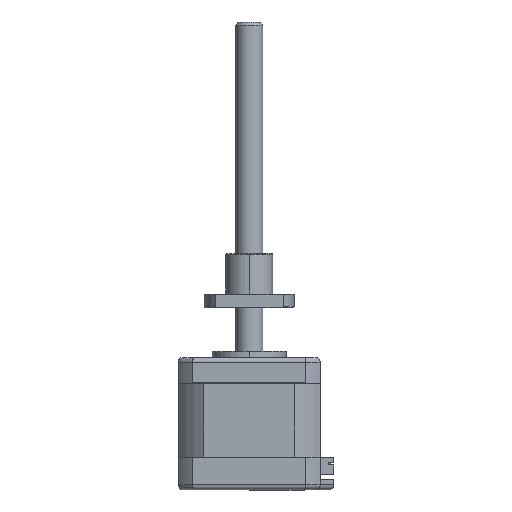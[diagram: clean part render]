
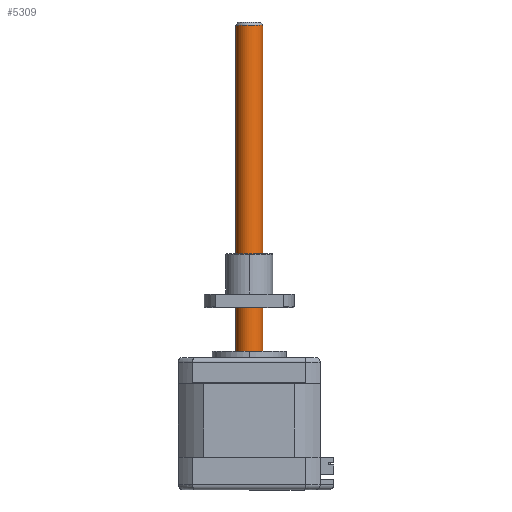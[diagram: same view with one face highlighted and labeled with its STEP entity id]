
A CAD part, top view. The second image highlights one B-rep face of the part: STEP entity #5309.
In plain terms, the highlighted cylindrical face has radius 4 mm (diameter 8 mm), a partial arc.
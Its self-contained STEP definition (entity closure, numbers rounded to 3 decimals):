
#80 = CIRCLE ( 'NONE', #5862, 4. ) ;
#294 = VERTEX_POINT ( 'NONE', #10004 ) ;
#534 = EDGE_CURVE ( 'NONE', #1083, #294, #80, .T. ) ;
#655 = ORIENTED_EDGE ( 'NONE', *, *, #534, .F. ) ;
#772 = LINE ( 'NONE', #7602, #10137 ) ;
#1083 = VERTEX_POINT ( 'NONE', #9154 ) ;
#1241 = EDGE_CURVE ( 'NONE', #1660, #1083, #772, .T. ) ;
#1660 = VERTEX_POINT ( 'NONE', #6487 ) ;
#2767 = ORIENTED_EDGE ( 'NONE', *, *, #3096, .T. ) ;
#3096 = EDGE_CURVE ( 'NONE', #1660, #10171, #8110, .T. ) ;
#3689 = DIRECTION ( 'NONE',  ( 0., -1., 0. ) ) ;
#3731 = DIRECTION ( 'NONE',  ( 0., -1., 0. ) ) ;
#4078 = CARTESIAN_POINT ( 'NONE',  ( -8.709, 116.843, 16.638 ) ) ;
#4700 = DIRECTION ( 'NONE',  ( -1., 0., 0. ) ) ;
#4946 = CARTESIAN_POINT ( 'NONE',  ( -4.709, 116.843, 16.638 ) ) ;
#5309 = ADVANCED_FACE ( 'NONE', ( #7095 ), #8932, .T. ) ;
#5487 = CARTESIAN_POINT ( 'NONE',  ( -4.709, 17.843, 16.638 ) ) ;
#5623 = ORIENTED_EDGE ( 'NONE', *, *, #6387, .T. ) ;
#5734 = DIRECTION ( 'NONE',  ( 0., -1., 0. ) ) ;
#5853 = DIRECTION ( 'NONE',  ( 1., 0., 0. ) ) ;
#5862 = AXIS2_PLACEMENT_3D ( 'NONE', #5487, #3689, #9153 ) ;
#6012 = LINE ( 'NONE', #9200, #10842 ) ;
#6387 = EDGE_CURVE ( 'NONE', #10171, #294, #6012, .T. ) ;
#6487 = CARTESIAN_POINT ( 'NONE',  ( -0.709, 116.843, 16.638 ) ) ;
#7095 = FACE_OUTER_BOUND ( 'NONE', #8277, .T. ) ;
#7602 = CARTESIAN_POINT ( 'NONE',  ( -0.709, 117.843, 16.638 ) ) ;
#8110 = CIRCLE ( 'NONE', #9311, 4. ) ;
#8118 = ORIENTED_EDGE ( 'NONE', *, *, #1241, .F. ) ;
#8277 = EDGE_LOOP ( 'NONE', ( #8118, #2767, #5623, #655 ) ) ;
#8932 = CYLINDRICAL_SURFACE ( 'NONE', #9630, 4. ) ;
#9153 = DIRECTION ( 'NONE',  ( -1., 0., 0. ) ) ;
#9154 = CARTESIAN_POINT ( 'NONE',  ( -0.709, 17.843, 16.638 ) ) ;
#9200 = CARTESIAN_POINT ( 'NONE',  ( -8.709, 117.843, 16.638 ) ) ;
#9311 = AXIS2_PLACEMENT_3D ( 'NONE', #4946, #11298, #5853 ) ;
#9630 = AXIS2_PLACEMENT_3D ( 'NONE', #11003, #10135, #4700 ) ;
#10004 = CARTESIAN_POINT ( 'NONE',  ( -8.709, 17.843, 16.638 ) ) ;
#10135 = DIRECTION ( 'NONE',  ( 0., -1., 0. ) ) ;
#10137 = VECTOR ( 'NONE', #5734, 1000. ) ;
#10171 = VERTEX_POINT ( 'NONE', #4078 ) ;
#10842 = VECTOR ( 'NONE', #3731, 1000. ) ;
#11003 = CARTESIAN_POINT ( 'NONE',  ( -4.709, 117.843, 16.638 ) ) ;
#11298 = DIRECTION ( 'NONE',  ( 0., -1., 0. ) ) ;
